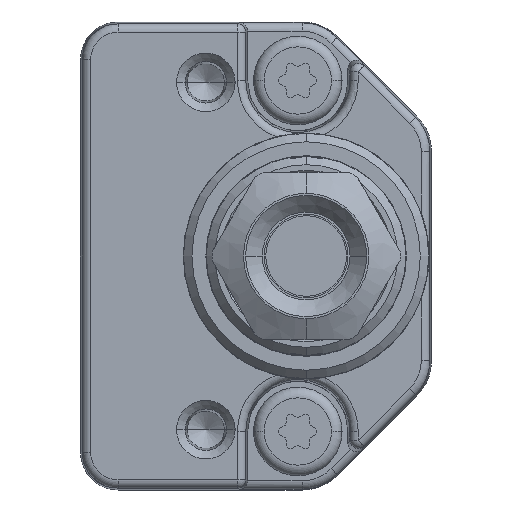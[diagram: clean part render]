
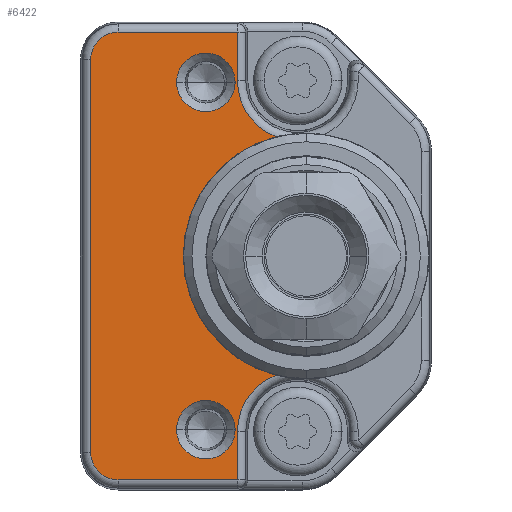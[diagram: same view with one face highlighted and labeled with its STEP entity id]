
A CAD part, left-side view. The second image highlights one B-rep face of the part: STEP entity #6422.
In plain terms, the highlighted planar face has unit normal (-1, 0, 0).
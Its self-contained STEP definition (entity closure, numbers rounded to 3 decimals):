
#562=CARTESIAN_POINT('',(-13.,9.297,-7.127));
#682=CARTESIAN_POINT('',(-13.,9.297,7.127));
#705=CARTESIAN_POINT('',(-13.,8.,-10.5));
#706=DIRECTION('',(1.,0.,0.));
#707=DIRECTION('',(0.,1.,0.));
#708=AXIS2_PLACEMENT_3D('',#705,#706,#707);
#710=DIRECTION('',(0.,0.,1.));
#711=VECTOR('',#710,2.891);
#712=CARTESIAN_POINT('',(-13.,11.614,-13.391));
#713=LINE('',#712,#711);
#714=DIRECTION('',(0.,-1.,0.));
#715=VECTOR('',#714,7.136);
#716=CARTESIAN_POINT('',(-13.,18.75,-13.391));
#717=LINE('',#716,#715);
#718=CARTESIAN_POINT('',(-13.,18.75,-11.75));
#719=DIRECTION('',(-1.,0.,0.));
#720=DIRECTION('',(0.,1.,0.));
#721=AXIS2_PLACEMENT_3D('',#718,#719,#720);
#723=DIRECTION('',(0.,0.,-1.));
#724=VECTOR('',#723,23.5);
#725=CARTESIAN_POINT('',(-13.,20.391,11.75));
#726=LINE('',#725,#724);
#727=CARTESIAN_POINT('',(-13.,18.75,11.75));
#728=DIRECTION('',(-1.,0.,0.));
#729=DIRECTION('',(0.,0.,1.));
#730=AXIS2_PLACEMENT_3D('',#727,#728,#729);
#732=DIRECTION('',(0.,1.,0.));
#733=VECTOR('',#732,7.136);
#734=CARTESIAN_POINT('',(-13.,11.614,13.391));
#735=LINE('',#734,#733);
#736=DIRECTION('',(0.,0.,1.));
#737=VECTOR('',#736,2.891);
#738=CARTESIAN_POINT('',(-13.,11.614,10.5));
#739=LINE('',#738,#737);
#740=CARTESIAN_POINT('',(-13.,8.,10.5));
#741=DIRECTION('',(1.,0.,0.));
#742=DIRECTION('',(0.,0.359,-0.933));
#743=AXIS2_PLACEMENT_3D('',#740,#741,#742);
#745=CARTESIAN_POINT('',(-13.,7.5,0.));
#746=DIRECTION('',(-1.,0.,0.));
#747=DIRECTION('',(0.,0.244,0.97));
#748=AXIS2_PLACEMENT_3D('',#745,#746,#747);
#750=CARTESIAN_POINT('',(-13.,13.5,-10.392));
#751=DIRECTION('',(1.,0.,0.));
#752=DIRECTION('',(0.,-1.,0.));
#753=AXIS2_PLACEMENT_3D('',#750,#751,#752);
#755=CARTESIAN_POINT('',(-13.,13.5,-10.392));
#756=DIRECTION('',(1.,0.,0.));
#757=DIRECTION('',(0.,1.,0.));
#758=AXIS2_PLACEMENT_3D('',#755,#756,#757);
#760=CARTESIAN_POINT('',(-13.,13.5,10.392));
#761=DIRECTION('',(1.,0.,0.));
#762=DIRECTION('',(0.,-1.,0.));
#763=AXIS2_PLACEMENT_3D('',#760,#761,#762);
#765=CARTESIAN_POINT('',(-13.,13.5,10.392));
#766=DIRECTION('',(1.,0.,0.));
#767=DIRECTION('',(0.,1.,0.));
#768=AXIS2_PLACEMENT_3D('',#765,#766,#767);
#4650=VERTEX_POINT('',#562);
#4651=VERTEX_POINT('',#682);
#4668=CARTESIAN_POINT('',(-13.,20.391,-11.75));
#4669=CARTESIAN_POINT('',(-13.,18.75,-13.391));
#4670=VERTEX_POINT('',#4668);
#4671=VERTEX_POINT('',#4669);
#4676=CARTESIAN_POINT('',(-13.,20.391,11.75));
#4677=VERTEX_POINT('',#4676);
#4680=CARTESIAN_POINT('',(-13.,18.75,13.391));
#4681=VERTEX_POINT('',#4680);
#4710=CARTESIAN_POINT('',(-13.,11.614,-10.5));
#4711=VERTEX_POINT('',#4710);
#4712=CARTESIAN_POINT('',(-13.,11.614,-13.391));
#4713=VERTEX_POINT('',#4712);
#4730=CARTESIAN_POINT('',(-13.,11.614,10.5));
#4731=VERTEX_POINT('',#4730);
#4732=CARTESIAN_POINT('',(-13.,11.614,13.391));
#4733=VERTEX_POINT('',#4732);
#4791=CARTESIAN_POINT('',(-13.,11.75,-10.392));
#4792=CARTESIAN_POINT('',(-13.,15.25,-10.392));
#4793=VERTEX_POINT('',#4791);
#4794=VERTEX_POINT('',#4792);
#4799=CARTESIAN_POINT('',(-13.,11.75,10.392));
#4800=CARTESIAN_POINT('',(-13.,15.25,10.392));
#4801=VERTEX_POINT('',#4799);
#4802=VERTEX_POINT('',#4800);
#6387=CARTESIAN_POINT('',(-13.,0.,0.));
#6388=DIRECTION('',(-1.,0.,0.));
#6389=DIRECTION('',(0.,0.,1.));
#6390=AXIS2_PLACEMENT_3D('',#6387,#6388,#6389);
#6391=PLANE('',#6390);
#6392=ORIENTED_EDGE('',*,*,#6235,.F.);
#6394=ORIENTED_EDGE('',*,*,#6393,.F.);
#6396=ORIENTED_EDGE('',*,*,#6395,.F.);
#6398=ORIENTED_EDGE('',*,*,#6397,.F.);
#6400=ORIENTED_EDGE('',*,*,#6399,.F.);
#6402=ORIENTED_EDGE('',*,*,#6401,.F.);
#6404=ORIENTED_EDGE('',*,*,#6403,.F.);
#6405=ORIENTED_EDGE('',*,*,#6378,.F.);
#6406=ORIENTED_EDGE('',*,*,#6336,.F.);
#6407=ORIENTED_EDGE('',*,*,#6250,.T.);
#6408=EDGE_LOOP('',(#6392,#6394,#6396,#6398,#6400,#6402,#6404,#6405,#6406,
#6407));
#6409=FACE_OUTER_BOUND('',#6408,.F.);
#6411=ORIENTED_EDGE('',*,*,#6410,.F.);
#6413=ORIENTED_EDGE('',*,*,#6412,.F.);
#6414=EDGE_LOOP('',(#6411,#6413));
#6415=FACE_BOUND('',#6414,.F.);
#6417=ORIENTED_EDGE('',*,*,#6416,.F.);
#6419=ORIENTED_EDGE('',*,*,#6418,.F.);
#6420=EDGE_LOOP('',(#6417,#6419));
#6421=FACE_BOUND('',#6420,.F.);
#6422=ADVANCED_FACE('',(#6409,#6415,#6421),#6391,.T.);
#709=CIRCLE('',#708,3.614);
#722=CIRCLE('',#721,1.641);
#731=CIRCLE('',#730,1.641);
#744=CIRCLE('',#743,3.614);
#749=CIRCLE('',#748,7.35);
#754=CIRCLE('',#753,1.75);
#759=CIRCLE('',#758,1.75);
#764=CIRCLE('',#763,1.75);
#769=CIRCLE('',#768,1.75);
#6235=EDGE_CURVE('',#4711,#4650,#709,.T.);
#6250=EDGE_CURVE('',#4651,#4650,#749,.T.);
#6336=EDGE_CURVE('',#4651,#4731,#744,.T.);
#6378=EDGE_CURVE('',#4731,#4733,#739,.T.);
#6393=EDGE_CURVE('',#4713,#4711,#713,.T.);
#6395=EDGE_CURVE('',#4671,#4713,#717,.T.);
#6397=EDGE_CURVE('',#4670,#4671,#722,.T.);
#6399=EDGE_CURVE('',#4677,#4670,#726,.T.);
#6401=EDGE_CURVE('',#4681,#4677,#731,.T.);
#6403=EDGE_CURVE('',#4733,#4681,#735,.T.);
#6410=EDGE_CURVE('',#4793,#4794,#754,.T.);
#6412=EDGE_CURVE('',#4794,#4793,#759,.T.);
#6416=EDGE_CURVE('',#4801,#4802,#764,.T.);
#6418=EDGE_CURVE('',#4802,#4801,#769,.T.);
